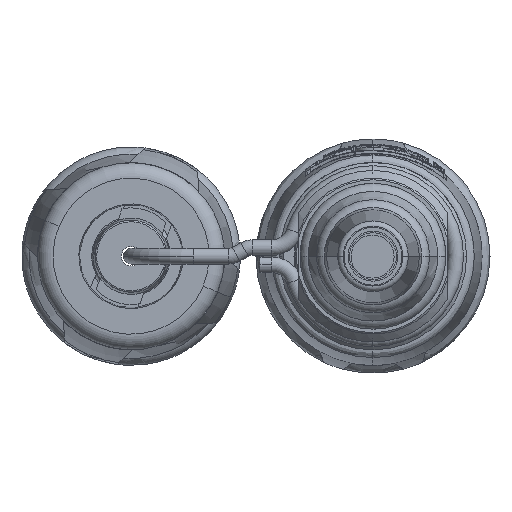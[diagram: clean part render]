
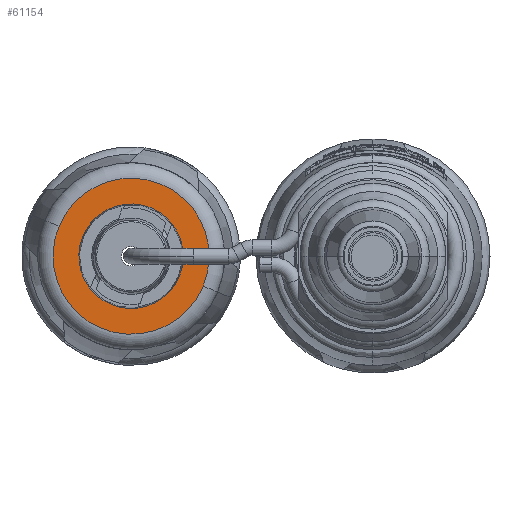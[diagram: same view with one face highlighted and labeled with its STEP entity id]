
A CAD part, front view. The second image highlights one B-rep face of the part: STEP entity #61154.
In plain terms, the highlighted planar face has unit normal (0, -1, 0).
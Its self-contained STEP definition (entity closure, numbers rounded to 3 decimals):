
#1140 = VERTEX_POINT ( 'NONE', #65989 ) ;
#2865 = DIRECTION ( 'NONE',  ( 0.924, 0., -0.383 ) ) ;
#3053 = EDGE_CURVE ( 'NONE', #1140, #47577, #61359, .T. ) ;
#6855 = FACE_OUTER_BOUND ( 'NONE', #27423, .T. ) ;
#7214 = FACE_BOUND ( 'NONE', #8291, .T. ) ;
#8291 = EDGE_LOOP ( 'NONE', ( #28070, #17850 ) ) ;
#8478 = VERTEX_POINT ( 'NONE', #66211 ) ;
#9983 = DIRECTION ( 'NONE',  ( 0., 1., 0. ) ) ;
#10591 = AXIS2_PLACEMENT_3D ( 'NONE', #31885, #53142, #54226 ) ;
#11966 = DIRECTION ( 'NONE',  ( 0.924, 0., -0.383 ) ) ;
#14499 = AXIS2_PLACEMENT_3D ( 'NONE', #45674, #18180, #11966 ) ;
#15598 = ORIENTED_EDGE ( 'NONE', *, *, #3053, .F. ) ;
#15725 = ORIENTED_EDGE ( 'NONE', *, *, #40504, .F. ) ;
#17850 = ORIENTED_EDGE ( 'NONE', *, *, #32135, .T. ) ;
#18180 = DIRECTION ( 'NONE',  ( 0., 1., 0. ) ) ;
#23670 = PLANE ( 'NONE',  #14499 ) ;
#24640 = CIRCLE ( 'NONE', #10591, 6.7 ) ;
#27423 = EDGE_LOOP ( 'NONE', ( #15598, #15725 ) ) ;
#27552 = DIRECTION ( 'NONE',  ( 0.924, 0., -0.383 ) ) ;
#28070 = ORIENTED_EDGE ( 'NONE', *, *, #55732, .T. ) ;
#29240 = CARTESIAN_POINT ( 'NONE',  ( -30.95, 168.25, 0.05 ) ) ;
#31885 = CARTESIAN_POINT ( 'NONE',  ( -30.95, 168.25, 0.05 ) ) ;
#32135 = EDGE_CURVE ( 'NONE', #8478, #47450, #24640, .T. ) ;
#33294 = AXIS2_PLACEMENT_3D ( 'NONE', #29240, #51583, #2865 ) ;
#38896 = CARTESIAN_POINT ( 'NONE',  ( -30.95, 168.25, 0.05 ) ) ;
#39965 = CIRCLE ( 'NONE', #69170, 10. ) ;
#40504 = EDGE_CURVE ( 'NONE', #47577, #1140, #39965, .T. ) ;
#40600 = DIRECTION ( 'NONE',  ( 0.924, 0., -0.383 ) ) ;
#40959 = DIRECTION ( 'NONE',  ( 0., 1., 0. ) ) ;
#43024 = CARTESIAN_POINT ( 'NONE',  ( -37.139, 168.25, 2.616 ) ) ;
#44111 = CARTESIAN_POINT ( 'NONE',  ( -40.187, 168.25, 3.88 ) ) ;
#45674 = CARTESIAN_POINT ( 'NONE',  ( -33.516, 168.25, -6.139 ) ) ;
#45736 = CARTESIAN_POINT ( 'NONE',  ( -30.95, 168.25, 0.05 ) ) ;
#47450 = VERTEX_POINT ( 'NONE', #43024 ) ;
#47577 = VERTEX_POINT ( 'NONE', #44111 ) ;
#51583 = DIRECTION ( 'NONE',  ( 0., 1., 0. ) ) ;
#53142 = DIRECTION ( 'NONE',  ( 0., 1., 0. ) ) ;
#54226 = DIRECTION ( 'NONE',  ( 0.924, 0., -0.383 ) ) ;
#55724 = CIRCLE ( 'NONE', #65037, 6.7 ) ;
#55732 = EDGE_CURVE ( 'NONE', #47450, #8478, #55724, .T. ) ;
#61154 = ADVANCED_FACE ( 'NONE', ( #6855, #7214 ), #23670, .F. ) ;
#61359 = CIRCLE ( 'NONE', #33294, 10. ) ;
#65037 = AXIS2_PLACEMENT_3D ( 'NONE', #38896, #9983, #27552 ) ;
#65989 = CARTESIAN_POINT ( 'NONE',  ( -21.713, 168.25, -3.78 ) ) ;
#66211 = CARTESIAN_POINT ( 'NONE',  ( -24.761, 168.25, -2.516 ) ) ;
#69170 = AXIS2_PLACEMENT_3D ( 'NONE', #45736, #40959, #40600 ) ;
